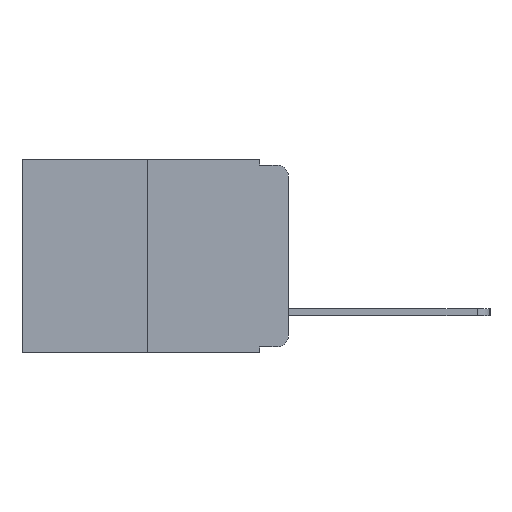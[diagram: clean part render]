
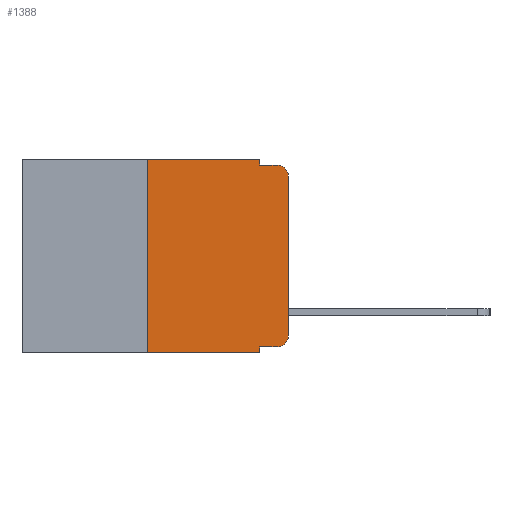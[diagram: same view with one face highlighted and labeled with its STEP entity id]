
A CAD part, left-side view. The second image highlights one B-rep face of the part: STEP entity #1388.
In plain terms, the highlighted planar face has unit normal (-1, 0, 0).
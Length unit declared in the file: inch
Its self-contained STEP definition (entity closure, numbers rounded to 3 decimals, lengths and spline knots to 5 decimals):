
#52 = CARTESIAN_POINT ( 'NONE',  ( 0., 0.02, -0.01 ) ) ;
#548 = VERTEX_POINT ( 'NONE', #6273 ) ;
#969 = VERTEX_POINT ( 'NONE', #8191 ) ;
#1011 = ORIENTED_EDGE ( 'NONE', *, *, #8476, .F. ) ;
#1086 = DIRECTION ( 'NONE',  ( 1., 0., 0. ) ) ;
#1147 = VECTOR ( 'NONE', #6679, 39.37008 ) ;
#1181 = LINE ( 'NONE', #3863, #4010 ) ;
#1242 = LINE ( 'NONE', #4726, #3786 ) ;
#1352 = VECTOR ( 'NONE', #1580, 39.37008 ) ;
#1388 = ADVANCED_FACE ( 'NONE', ( #9166 ), #2065, .F. ) ;
#1580 = DIRECTION ( 'NONE',  ( 0., 0., 1. ) ) ;
#1770 = EDGE_CURVE ( 'NONE', #969, #7736, #1181, .T. ) ;
#1831 = DIRECTION ( 'NONE',  ( -1., 0., 0. ) ) ;
#2030 = VECTOR ( 'NONE', #5933, 39.37008 ) ;
#2065 = PLANE ( 'NONE',  #8678 ) ;
#2153 = DIRECTION ( 'NONE',  ( 0., -1., 0. ) ) ;
#2766 = VECTOR ( 'NONE', #3475, 39.37008 ) ;
#3041 = VERTEX_POINT ( 'NONE', #10561 ) ;
#3070 = EDGE_CURVE ( 'NONE', #7256, #3041, #5784, .T. ) ;
#3174 = VECTOR ( 'NONE', #10975, 39.37008 ) ;
#3292 = ORIENTED_EDGE ( 'NONE', *, *, #9534, .T. ) ;
#3475 = DIRECTION ( 'NONE',  ( 0., -1., 0. ) ) ;
#3572 = AXIS2_PLACEMENT_3D ( 'NONE', #7185, #1831, #6589 ) ;
#3612 = LINE ( 'NONE', #10292, #10027 ) ;
#3677 = CARTESIAN_POINT ( 'NONE',  ( 0., 0.051, 0. ) ) ;
#3786 = VECTOR ( 'NONE', #9677, 39.37008 ) ;
#3819 = CARTESIAN_POINT ( 'NONE',  ( 0., 0.051, 0. ) ) ;
#3848 = DIRECTION ( 'NONE',  ( 0., -1., 0. ) ) ;
#3855 = ORIENTED_EDGE ( 'NONE', *, *, #7710, .F. ) ;
#3863 = CARTESIAN_POINT ( 'NONE',  ( 0., 0.051, -0.333 ) ) ;
#4010 = VECTOR ( 'NONE', #3848, 39.37008 ) ;
#4326 = CARTESIAN_POINT ( 'NONE',  ( 0., 0., 0. ) ) ;
#4364 = CARTESIAN_POINT ( 'NONE',  ( 0., 0.051, -0.343 ) ) ;
#4393 = DIRECTION ( 'NONE',  ( -1., 0., 0. ) ) ;
#4489 = EDGE_CURVE ( 'NONE', #9737, #9905, #7211, .T. ) ;
#4560 = CARTESIAN_POINT ( 'NONE',  ( 0., 0., -0.313 ) ) ;
#4726 = CARTESIAN_POINT ( 'NONE',  ( 0., 0.473, -0.343 ) ) ;
#5042 = CARTESIAN_POINT ( 'NONE',  ( 0., 0.02, -0.03 ) ) ;
#5340 = EDGE_CURVE ( 'NONE', #9880, #9518, #1242, .T. ) ;
#5352 = EDGE_LOOP ( 'NONE', ( #3292, #10006, #1011, #8134, #3855, #6747, #7510, #7763, #9888, #8018 ) ) ;
#5369 = CARTESIAN_POINT ( 'NONE',  ( 0., 0.051, -0.01 ) ) ;
#5458 = LINE ( 'NONE', #5369, #2766 ) ;
#5487 = EDGE_CURVE ( 'NONE', #969, #9518, #10540, .T. ) ;
#5667 = EDGE_CURVE ( 'NONE', #7736, #11277, #10925, .T. ) ;
#5726 = CARTESIAN_POINT ( 'NONE',  ( 0., 0.473, 0. ) ) ;
#5784 = LINE ( 'NONE', #3677, #1147 ) ;
#5785 = CARTESIAN_POINT ( 'NONE',  ( 0., 0.02, -0.333 ) ) ;
#5933 = DIRECTION ( 'NONE',  ( 0., 0., -1. ) ) ;
#6230 = AXIS2_PLACEMENT_3D ( 'NONE', #5042, #4393, #7857 ) ;
#6273 = CARTESIAN_POINT ( 'NONE',  ( 0., 0.25, 0. ) ) ;
#6589 = DIRECTION ( 'NONE',  ( 0., 0., -1. ) ) ;
#6679 = DIRECTION ( 'NONE',  ( 0., 0., -1. ) ) ;
#6747 = ORIENTED_EDGE ( 'NONE', *, *, #10582, .F. ) ;
#6941 = DIRECTION ( 'NONE',  ( 0., 0., -1. ) ) ;
#7185 = CARTESIAN_POINT ( 'NONE',  ( 0., 0.02, -0.313 ) ) ;
#7211 = CIRCLE ( 'NONE', #6230, 0.02 ) ;
#7256 = VERTEX_POINT ( 'NONE', #3819 ) ;
#7257 = CARTESIAN_POINT ( 'NONE',  ( 0., 0.051, 0. ) ) ;
#7510 = ORIENTED_EDGE ( 'NONE', *, *, #5340, .T. ) ;
#7710 = EDGE_CURVE ( 'NONE', #548, #7256, #3612, .T. ) ;
#7736 = VERTEX_POINT ( 'NONE', #5785 ) ;
#7763 = ORIENTED_EDGE ( 'NONE', *, *, #5487, .F. ) ;
#7857 = DIRECTION ( 'NONE',  ( 0., 0., -1. ) ) ;
#8018 = ORIENTED_EDGE ( 'NONE', *, *, #5667, .T. ) ;
#8134 = ORIENTED_EDGE ( 'NONE', *, *, #3070, .F. ) ;
#8191 = CARTESIAN_POINT ( 'NONE',  ( 0., 0.051, -0.333 ) ) ;
#8476 = EDGE_CURVE ( 'NONE', #3041, #9905, #5458, .T. ) ;
#8678 = AXIS2_PLACEMENT_3D ( 'NONE', #5726, #1086, #6941 ) ;
#9166 = FACE_OUTER_BOUND ( 'NONE', #5352, .T. ) ;
#9518 = VERTEX_POINT ( 'NONE', #4364 ) ;
#9534 = EDGE_CURVE ( 'NONE', #11277, #9737, #9913, .T. ) ;
#9677 = DIRECTION ( 'NONE',  ( 0., -1., 0. ) ) ;
#9737 = VERTEX_POINT ( 'NONE', #10013 ) ;
#9880 = VERTEX_POINT ( 'NONE', #9980 ) ;
#9888 = ORIENTED_EDGE ( 'NONE', *, *, #1770, .T. ) ;
#9905 = VERTEX_POINT ( 'NONE', #52 ) ;
#9913 = LINE ( 'NONE', #4326, #3174 ) ;
#9980 = CARTESIAN_POINT ( 'NONE',  ( 0., 0.25, -0.343 ) ) ;
#10006 = ORIENTED_EDGE ( 'NONE', *, *, #4489, .T. ) ;
#10013 = CARTESIAN_POINT ( 'NONE',  ( 0., 0., -0.03 ) ) ;
#10027 = VECTOR ( 'NONE', #2153, 39.37008 ) ;
#10271 = LINE ( 'NONE', #10986, #1352 ) ;
#10292 = CARTESIAN_POINT ( 'NONE',  ( 0., 0.473, 0. ) ) ;
#10540 = LINE ( 'NONE', #7257, #2030 ) ;
#10561 = CARTESIAN_POINT ( 'NONE',  ( 0., 0.051, -0.01 ) ) ;
#10582 = EDGE_CURVE ( 'NONE', #9880, #548, #10271, .T. ) ;
#10925 = CIRCLE ( 'NONE', #3572, 0.02 ) ;
#10975 = DIRECTION ( 'NONE',  ( 0., 0., 1. ) ) ;
#10986 = CARTESIAN_POINT ( 'NONE',  ( 0., 0.25, 0. ) ) ;
#11277 = VERTEX_POINT ( 'NONE', #4560 ) ;
